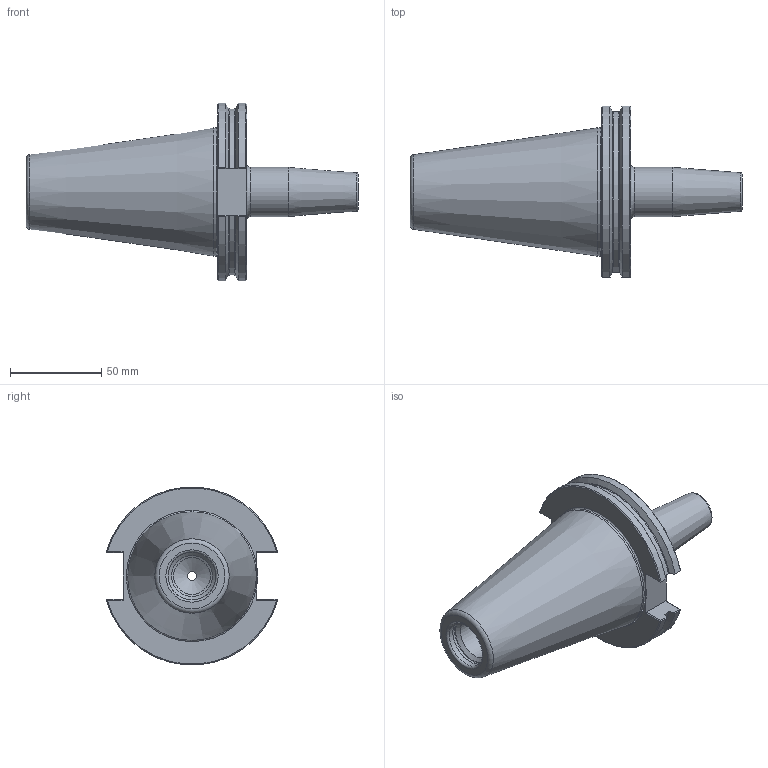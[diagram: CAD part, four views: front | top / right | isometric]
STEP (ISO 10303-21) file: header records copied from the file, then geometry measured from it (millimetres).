
FILE_DESCRIPTION(/* description */ (''),/* implementation_level */ '2;1');
FILE_NAME(/* name */ 'CAT50-SD031-080.stp',/* time_stamp */ '2019-06-21T09:52:45-05:00',/* author */ ('ldfli'),/* organization */ (''),/* preprocessor_version */ 'ST-DEVELOPER v18',/* originating_system */ 'Autodesk Inventor LT',/* authorisation */ '');
FILE_SCHEMA (('AUTOMOTIVE_DESIGN { 1 0 10303 214 3 1 1 }'));
Length unit declared in the file: millimetre
Products named in the file (1): CAT50-SD031-080
Bounding box: 181.62 x 93.8 x 97.14 mm (x, y, z)
Volume: 355207.4 mm3; surface area: 48312.7 mm2
Topology: 1 solids, 1 shells, 72 faces, 210 edges, 145 vertices
Faces by surface type: plane 31, cylinder 16, cone 15, torus 10
Full cylindrical faces by diameter (mm): 4.917 x1, 7.938 x1, 9 x1, 10 x1, 20 x1, 22.225 x1, 26.2 x1, 26.7 x1, 27 x1, 70.2 x1
Entity records: 2498 total; most frequent: CARTESIAN_POINT 548, ORIENTED_EDGE 420, DIRECTION 407, EDGE_CURVE 210, AXIS2_PLACEMENT_3D 164, VERTEX_POINT 145, CIRCLE 91, EDGE_LOOP 79
